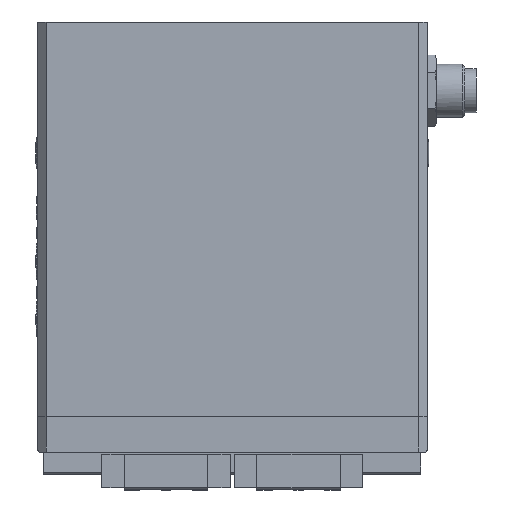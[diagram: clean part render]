
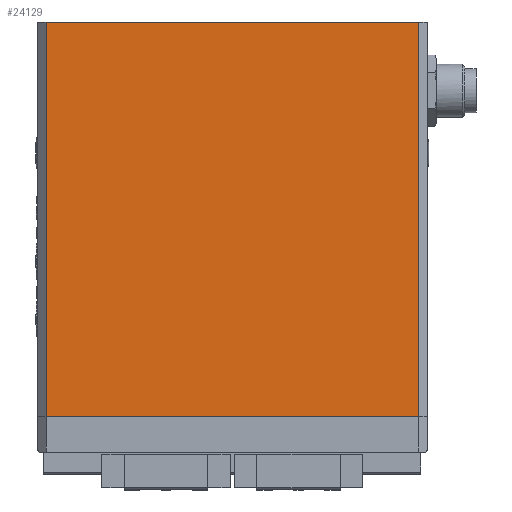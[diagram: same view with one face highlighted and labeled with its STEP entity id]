
A CAD part, top view. The second image highlights one B-rep face of the part: STEP entity #24129.
In plain terms, the highlighted planar face has unit normal (0, 0, 1).
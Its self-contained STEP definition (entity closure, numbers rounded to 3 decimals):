
#2830=FACE_OUTER_BOUND('',#4471,.T.);
#4471=EDGE_LOOP('',(#18678,#18679,#18680,#18681));
#6696=LINE('',#41762,#8791);
#6744=LINE('',#41935,#8839);
#6745=LINE('',#41938,#8840);
#6746=LINE('',#41939,#8841);
#8791=VECTOR('',#28950,10.);
#8839=VECTOR('',#29128,10.);
#8840=VECTOR('',#29131,10.);
#8841=VECTOR('',#29132,10.);
#11196=VERTEX_POINT('',#41757);
#11197=VERTEX_POINT('',#41761);
#11257=VERTEX_POINT('',#41933);
#11258=VERTEX_POINT('',#41937);
#13922=EDGE_CURVE('',#11197,#11196,#6696,.T.);
#13999=EDGE_CURVE('',#11197,#11257,#6744,.T.);
#14000=EDGE_CURVE('',#11258,#11196,#6745,.T.);
#14001=EDGE_CURVE('',#11257,#11258,#6746,.T.);
#18678=ORIENTED_EDGE('',*,*,#14000,.F.);
#18679=ORIENTED_EDGE('',*,*,#14001,.F.);
#18680=ORIENTED_EDGE('',*,*,#13999,.F.);
#18681=ORIENTED_EDGE('',*,*,#13922,.T.);
#22918=PLANE('',#25837);
#24129=ADVANCED_FACE('',(#2830),#22918,.T.);
#25837=AXIS2_PLACEMENT_3D('',#41936,#29129,#29130);
#28950=DIRECTION('',(-1.,0.,0.));
#29128=DIRECTION('',(0.,-1.,0.));
#29129=DIRECTION('center_axis',(0.,0.,1.));
#29130=DIRECTION('ref_axis',(-1.,0.,0.));
#29131=DIRECTION('',(0.,1.,0.));
#29132=DIRECTION('',(-1.,0.,0.));
#41757=CARTESIAN_POINT('',(-42.,-8.,19.));
#41761=CARTESIAN_POINT('',(42.,-8.,19.));
#41762=CARTESIAN_POINT('',(42.,-8.,19.));
#41933=CARTESIAN_POINT('',(42.,-97.,19.));
#41935=CARTESIAN_POINT('',(42.,-8.,19.));
#41936=CARTESIAN_POINT('Origin',(44.,-8.,19.));
#41937=CARTESIAN_POINT('',(-42.,-97.,19.));
#41938=CARTESIAN_POINT('',(-42.,-8.,19.));
#41939=CARTESIAN_POINT('',(-44.,-97.,19.));
